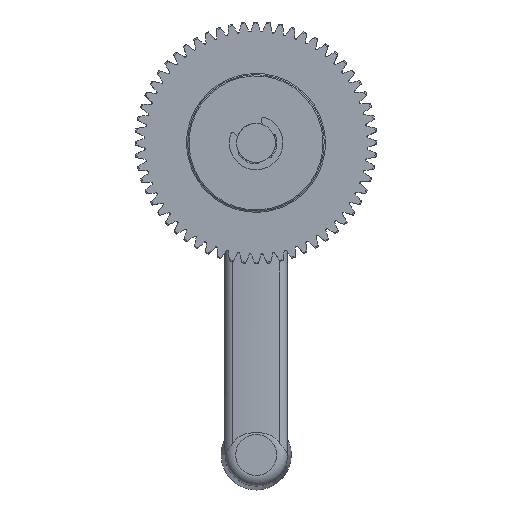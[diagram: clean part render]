
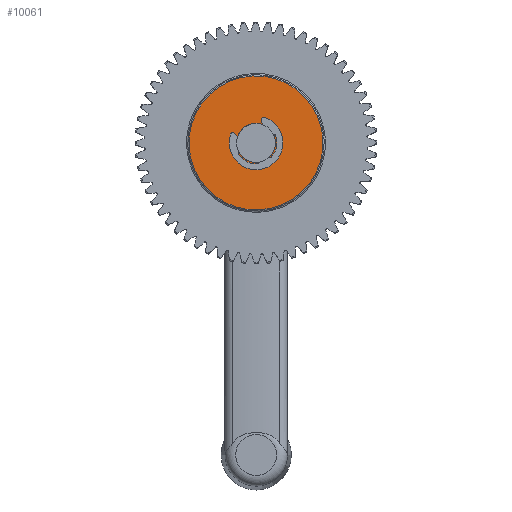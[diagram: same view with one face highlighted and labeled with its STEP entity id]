
A CAD part, front view. The second image highlights one B-rep face of the part: STEP entity #10061.
In plain terms, the highlighted face is planar.
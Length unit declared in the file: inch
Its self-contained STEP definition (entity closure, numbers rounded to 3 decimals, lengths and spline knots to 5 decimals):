
#863=FACE_BOUND('',#2583,.T.);
#1261=CIRCLE('',#10956,0.19685);
#1263=CIRCLE('',#10959,0.67677);
#2005=FACE_OUTER_BOUND('',#2582,.T.);
#2582=EDGE_LOOP('',(#7691));
#2583=EDGE_LOOP('',(#7692,#7693,#7694,#7695));
#3007=LINE('',#15560,#3447);
#3011=LINE('',#15568,#3451);
#3014=LINE('',#15574,#3454);
#3447=VECTOR('',#12103,0.3937);
#3451=VECTOR('',#12109,0.3937);
#3454=VECTOR('',#12114,0.3937);
#3887=VERTEX_POINT('',#15558);
#3888=VERTEX_POINT('',#15559);
#3891=VERTEX_POINT('',#15567);
#3893=VERTEX_POINT('',#15573);
#4256=VERTEX_POINT('',#16305);
#4979=EDGE_CURVE('',#3887,#3888,#3007,.T.);
#4983=EDGE_CURVE('',#3891,#3887,#3011,.T.);
#4986=EDGE_CURVE('',#3893,#3891,#3014,.T.);
#5350=EDGE_CURVE('',#3888,#3893,#1261,.T.);
#5352=EDGE_CURVE('',#4256,#4256,#1263,.T.);
#7691=ORIENTED_EDGE('',*,*,#5352,.T.);
#7692=ORIENTED_EDGE('',*,*,#4979,.T.);
#7693=ORIENTED_EDGE('',*,*,#5350,.T.);
#7694=ORIENTED_EDGE('',*,*,#4986,.T.);
#7695=ORIENTED_EDGE('',*,*,#4983,.T.);
#9837=PLANE('',#11318);
#10061=ADVANCED_FACE('',(#2005,#863),#9837,.T.);
#10956=AXIS2_PLACEMENT_3D('',#16301,#12843,#12844);
#10959=AXIS2_PLACEMENT_3D('',#16306,#12849,#12850);
#11318=AXIS2_PLACEMENT_3D('',#19971,#13685,#13686);
#12103=DIRECTION('',(0.892,0.452,0.));
#12109=DIRECTION('',(-0.452,0.892,0.));
#12114=DIRECTION('',(-0.892,-0.452,0.));
#12843=DIRECTION('center_axis',(0.,0.,-1.));
#12844=DIRECTION('ref_axis',(0.,1.,0.));
#12849=DIRECTION('center_axis',(0.,0.,1.));
#12850=DIRECTION('ref_axis',(0.,-1.,0.));
#13685=DIRECTION('center_axis',(0.,0.,1.));
#13686=DIRECTION('ref_axis',(0.,-1.,0.));
#15558=CARTESIAN_POINT('',(-0.25143,-0.06131,0.7874));
#15559=CARTESIAN_POINT('',(-0.19419,-0.03227,0.7874));
#15560=CARTESIAN_POINT('',(-0.0675,0.03198,0.7874));
#15567=CARTESIAN_POINT('',(-0.198,-0.16664,0.7874));
#15568=CARTESIAN_POINT('',(-0.27778,-0.00936,0.7874));
#15573=CARTESIAN_POINT('',(-0.14076,-0.13761,0.7874));
#15574=CARTESIAN_POINT('',(-0.02136,-0.07705,0.7874));
#16301=CARTESIAN_POINT('Origin',(0.,0.,0.7874));
#16305=CARTESIAN_POINT('',(0.,-0.67677,0.7874));
#16306=CARTESIAN_POINT('Origin',(0.,0.,0.7874));
#19971=CARTESIAN_POINT('Origin',(0.,0.19685,0.7874));
